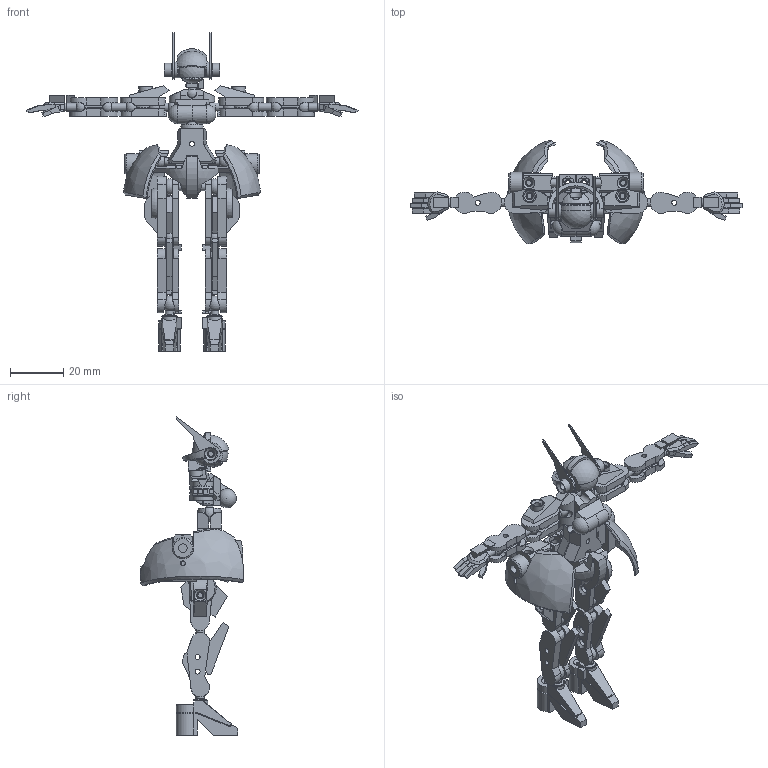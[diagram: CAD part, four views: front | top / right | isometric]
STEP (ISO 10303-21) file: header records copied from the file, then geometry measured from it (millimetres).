
FILE_DESCRIPTION(/* description */ (''),/* implementation_level */ '2;1');
FILE_NAME(/* name */ 'DefRobo v32.step',/* time_stamp */ '2021-09-21T21:06:22+09:00',/* author */ (''),/* organization */ (''),/* preprocessor_version */ 'ST-DEVELOPER v18.1',/* originating_system */ 'Autodesk Translation Framework v10.10.0.1391',/* authorisation */ '');
FILE_SCHEMA (('AUTOMOTIVE_DESIGN { 1 0 10303 214 3 1 1 }'));
Length unit declared in the file: millimetre
Products named in the file (8): DefRobo; Haed; Breast; Hip; ArmL; RegL; ArmR; RegR
Assembly tree (7 placements, depth 2):
  DefRobo
    Haed
    Breast
    Hip
    ArmL
    RegL
    ArmR
    RegR
Bounding box: 125.08 x 38.91 x 119.99 mm (x, y, z)
Volume: 22693.7 mm3; surface area: 29491 mm2
Topology: 62 solids, 62 shells, 1356 faces, 3602 edges, 2382 vertices
Faces by surface type: plane 879, cylinder 300, sphere 88, cone 59, bspline 30
Full cylindrical faces by diameter (mm): 1.2 x27, 1.9 x28, 2.7 x32, 3 x16, 3.2 x7, 5 x7, 6.4 x2, 8 x2
Entity records: 44730 total; most frequent: CARTESIAN_POINT 10414, ORIENTED_EDGE 7100, DIRECTION 7004, EDGE_CURVE 3550, AXIS2_PLACEMENT_3D 2411, VERTEX_POINT 2382, LINE 2182, VECTOR 2182
